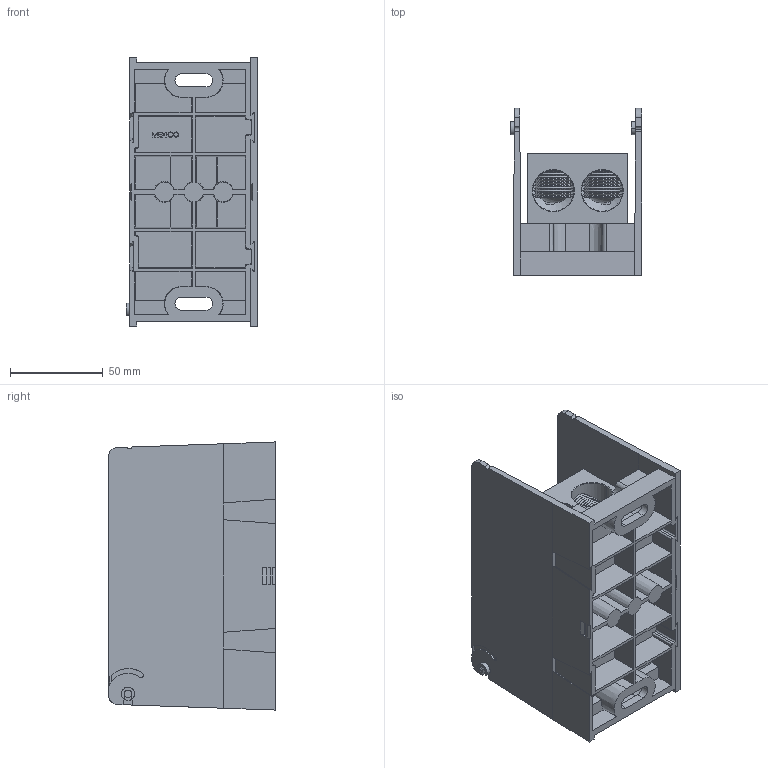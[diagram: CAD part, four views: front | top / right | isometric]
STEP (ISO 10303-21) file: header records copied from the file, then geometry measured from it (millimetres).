
FILE_DESCRIPTION (( 'STEP AP214' ), '1' );
FILE_NAME ('701941_1p_rev-.STEP', '2013-08-27T15:48:11', ( '' ), ( '' ), 'SwSTEP 2.0', 'SolidWorks 2013', '' );
FILE_SCHEMA (( 'AUTOMOTIVE_DESIGN' ));
Length unit declared in the file: inch
Products named in the file (1): 701941_1p_rev-
Bounding box: 71.25 x 90.17 x 144.78 mm (x, y, z)
Volume: 290742.8 mm3; surface area: 152608.5 mm2
Topology: 9 solids, 9 shells, 939 faces, 2333 edges, 1448 vertices
Faces by surface type: cone 334, plane 333, cylinder 231, bspline 21, torus 12, sphere 8
Entity records: 44640 total; most frequent: CARTESIAN_POINT 10918, ORIENTED_EDGE 4666, DIRECTION 4231, EDGE_CURVE 2333, AXIS2_PLACEMENT_3D 1451, VERTEX_POINT 1448, VECTOR 1329, LINE 1329
